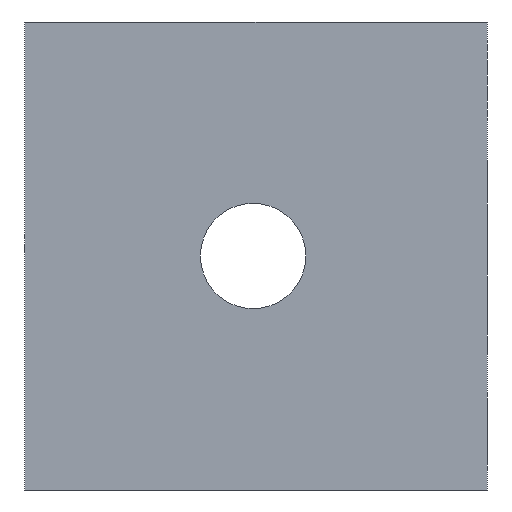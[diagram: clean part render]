
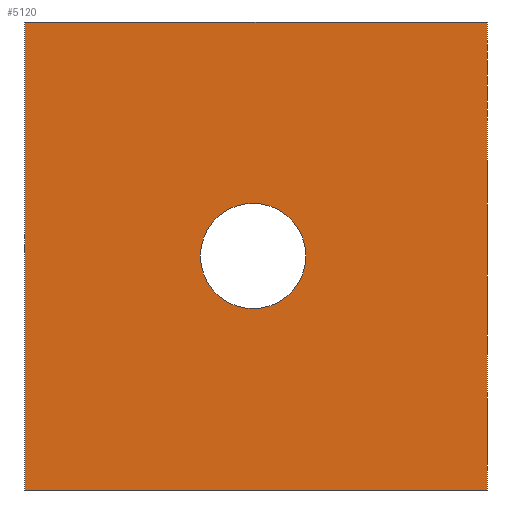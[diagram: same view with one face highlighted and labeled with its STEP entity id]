
A CAD part, front view. The second image highlights one B-rep face of the part: STEP entity #5120.
In plain terms, the highlighted face is planar.
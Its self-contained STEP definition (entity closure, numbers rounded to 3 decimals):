
#360=CARTESIAN_POINT('',(-20.,0.,-20.));
#370=VERTEX_POINT('',#360);
#400=CARTESIAN_POINT('',(-20.,0.,0.));
#410=DIRECTION('',(0.,0.,1.));
#420=VECTOR('',#410,1.);
#430=LINE('',#400,#420);
#440=CARTESIAN_POINT('',(-20.,0.,19.5));
#450=VERTEX_POINT('',#440);
#460=EDGE_CURVE('',#370,#450,#430,.T.);
#680=CARTESIAN_POINT('',(20.,0.,19.5));
#690=VERTEX_POINT('',#680);
#790=CARTESIAN_POINT('',(0.,0.,19.5
));
#800=DIRECTION('',(1.,0.,0.));
#810=VECTOR('',#800,1.);
#820=LINE('',#790,#810);
#830=EDGE_CURVE('',#450,#690,#820,.T.);
#1850=CARTESIAN_POINT('',(20.,0.,-20.));
#1860=VERTEX_POINT('',#1850);
#1890=CARTESIAN_POINT('',(0.,0.,-20.));
#1900=DIRECTION('',(-1.,0.,0.));
#1910=VECTOR('',#1900,1.);
#1920=LINE('',#1890,#1910);
#1930=EDGE_CURVE('',#1860,#370,#1920,.T.);
#3350=CARTESIAN_POINT('',(-4.5,0.,
0.));
#3360=VERTEX_POINT('',#3350);
#3540=CARTESIAN_POINT('',(4.5,0.,0.
));
#3550=VERTEX_POINT('',#3540);
#3580=CARTESIAN_POINT('',(0.,0.,
0.));
#3590=DIRECTION('',(0.,-1.,0.));
#3600=DIRECTION('',(-1.,0.,0.));
#3610=AXIS2_PLACEMENT_3D('',#3580,#3590,#3600);
#3620=CIRCLE('',#3610,4.5);
#3630=EDGE_CURVE('',#3550,#3360,#3620,.T.);
#4600=CARTESIAN_POINT('',(20.,0.,0.));
#4610=DIRECTION('',(0.,0.,-1.));
#4620=VECTOR('',#4610,1.);
#4630=LINE('',#4600,#4620);
#4640=EDGE_CURVE('',#690,#1860,#4630,.T.);
#4960=CARTESIAN_POINT('',(-20.4,0.,-20.4));
#4970=DIRECTION('',(-0.,-1.,-0.));
#4980=DIRECTION('',(-1.,0.,0.));
#4990=AXIS2_PLACEMENT_3D('',#4960,#4970,#4980);
#5000=PLANE('',#4990);
#5010=EDGE_CURVE('',#3360,#3550,#3620,.T.);
#5020=ORIENTED_EDGE('',*,*,#5010,.T.);
#5030=ORIENTED_EDGE('',*,*,#3630,.T.);
#5040=EDGE_LOOP('',(#5030,#5020));
#5050=FACE_BOUND('',#5040,.T.);
#5060=ORIENTED_EDGE('',*,*,#460,.T.);
#5070=ORIENTED_EDGE('',*,*,#1930,.T.);
#5080=ORIENTED_EDGE('',*,*,#4640,.T.);
#5090=ORIENTED_EDGE('',*,*,#830,.T.);
#5100=EDGE_LOOP('',(#5090,#5080,#5070,#5060));
#5110=FACE_OUTER_BOUND('',#5100,.T.);
#5120=ADVANCED_FACE('',(#5050,#5110),#5000,.F.);
